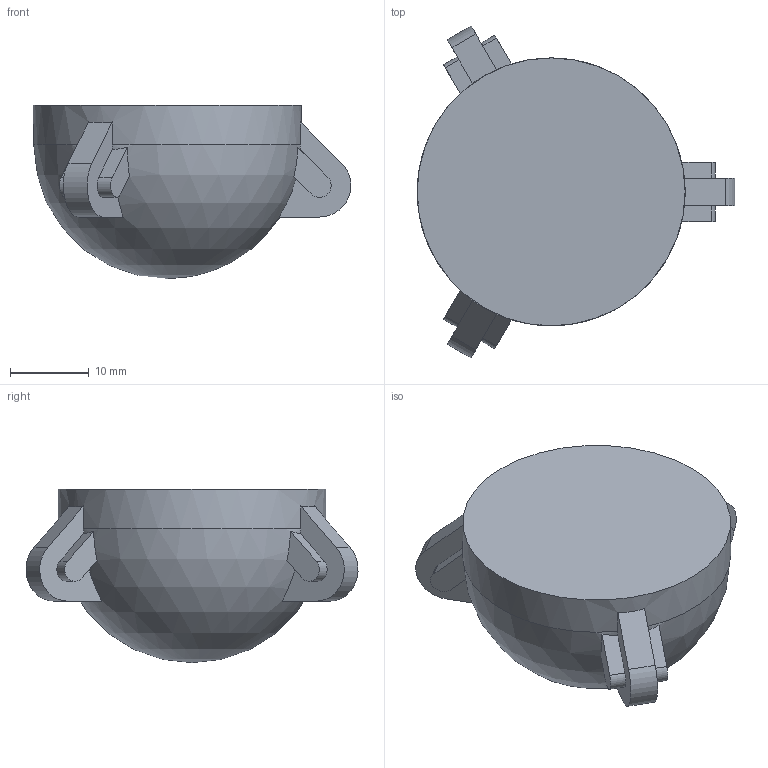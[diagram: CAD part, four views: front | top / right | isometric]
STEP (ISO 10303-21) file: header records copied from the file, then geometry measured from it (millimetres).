
FILE_DESCRIPTION(('FreeCAD Model'),'2;1');
FILE_NAME('trackball_socket_cutter_34mm.step','2021-08-05T21:16:49',('Author'),(''), 'Open CASCADE STEP processor 7.2','FreeCAD','Unknown');
FILE_SCHEMA(('AUTOMOTIVE_DESIGN { 1 0 10303 214 1 1 1 1 }'));
Length unit declared in the file: millimetre
Products named in the file (1): Trackball_Cutter
Bounding box: 40.31 x 42.13 x 22 mm (x, y, z)
Volume: 15645.1 mm3; surface area: 3835 mm2
Topology: 1 solids, 1 shells, 42 faces, 123 edges, 82 vertices
Faces by surface type: plane 31, cylinder 10, sphere 1
Full cylindrical faces by diameter (mm): 34 x1
Entity records: 3207 total; most frequent: CARTESIAN_POINT 880, DIRECTION 412, ORIENTED_EDGE 244, PCURVE 244, DEFINITIONAL_REPRESENTATION 244, LINE 157, VECTOR 157, EDGE_CURVE 122
